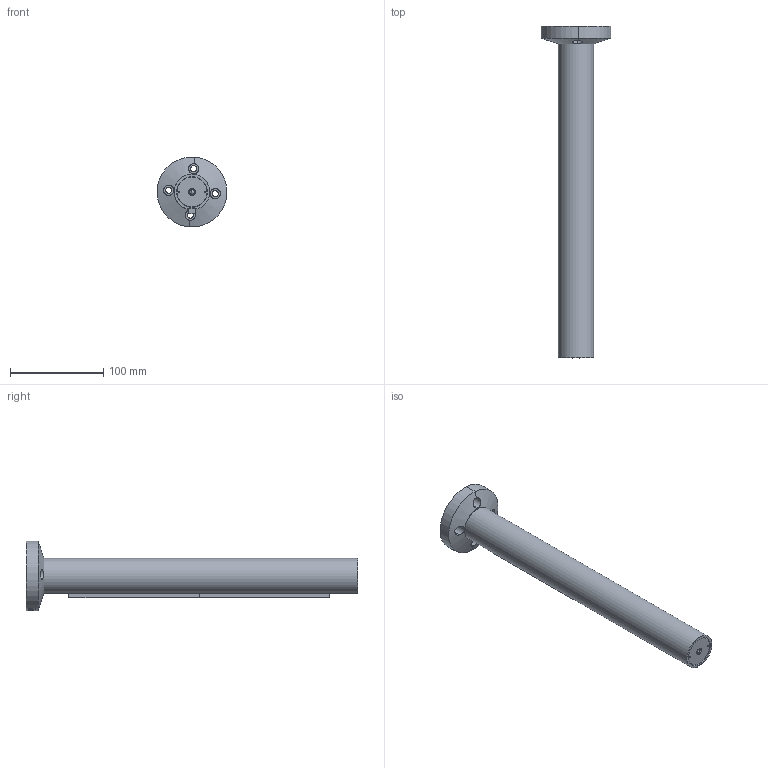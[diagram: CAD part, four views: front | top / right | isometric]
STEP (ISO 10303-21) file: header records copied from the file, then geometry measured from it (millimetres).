
FILE_DESCRIPTION (( 'STEP AP203' ), '1' );
FILE_NAME ('NPHR38R-356.STEP', '2020-06-11T02:43:01', ( '' ), ( '' ), 'SwSTEP 2.0', 'SolidWorks 2016', '' );
FILE_SCHEMA (( 'CONFIG_CONTROL_DESIGN' ));
Length unit declared in the file: millimetre
Products named in the file (1): NPHR38R-356
Bounding box: 74.8 x 356 x 74.9 mm (x, y, z)
Surface area: 61565.3 mm2 (no closed solid volume)
Topology: 0 solids, 27 shells, 150 faces, 721 edges, 595 vertices
Faces by surface type: plane 79, cylinder 59, cone 8, torus 4
Entity records: 7880 total; most frequent: CARTESIAN_POINT 2513, ORIENTED_EDGE 952, DIRECTION 949, EDGE_CURVE 719, VERTEX_POINT 595, AXIS2_PLACEMENT_3D 329, LINE 291, VECTOR 291
